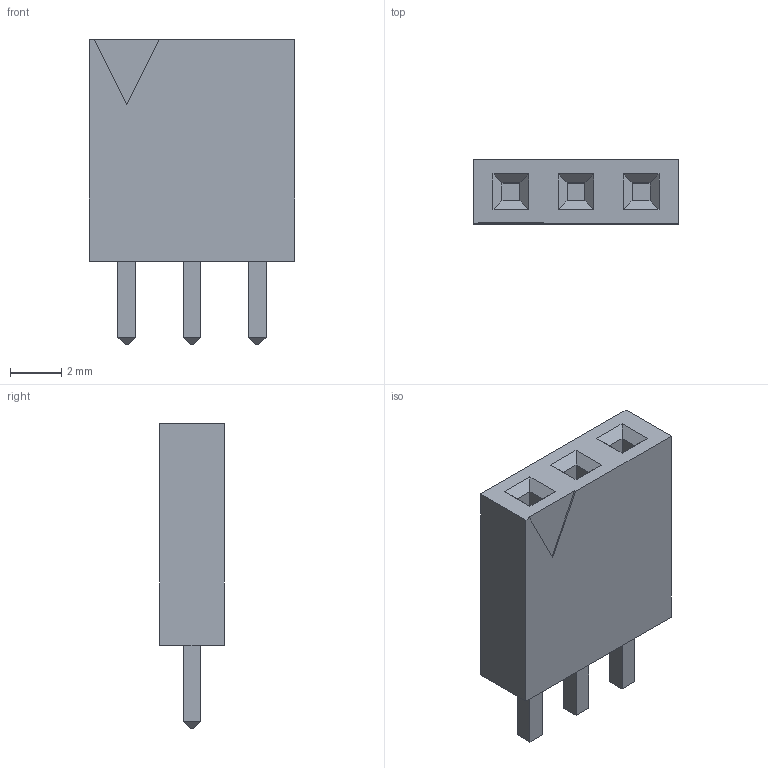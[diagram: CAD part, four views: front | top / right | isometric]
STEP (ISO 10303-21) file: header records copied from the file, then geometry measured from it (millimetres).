
FILE_DESCRIPTION(('FreeCAD Model'),'2;1');
FILE_NAME('384054.3.1.stp','2023-04-24T11:30:40',( 'Author'),(''),'Open CASCADE STEP processor 6.9','FreeCAD','Unknown' );
FILE_SCHEMA(('AUTOMOTIVE_DESIGN { 1 0 10303 214 1 1 1 1 }'));
Length unit declared in the file: millimetre
Products named in the file (3): ASSEMBLY; Body; LeadsArray
Assembly tree (2 placements, depth 2):
  ASSEMBLY
    Body
    LeadsArray
Bounding box: 8.02 x 2.5 x 11.9 mm (x, y, z)
Volume: 169.5 mm3; surface area: 322.3 mm2
Topology: 4 solids, 4 shells, 66 faces, 141 edges, 86 vertices
Faces by surface type: plane 66
Entity records: 3626 total; most frequent: CARTESIAN_POINT 578, DIRECTION 561, LINE 423, VECTOR 423, ORIENTED_EDGE 282, PCURVE 282, DEFINITIONAL_REPRESENTATION 282, EDGE_CURVE 141
